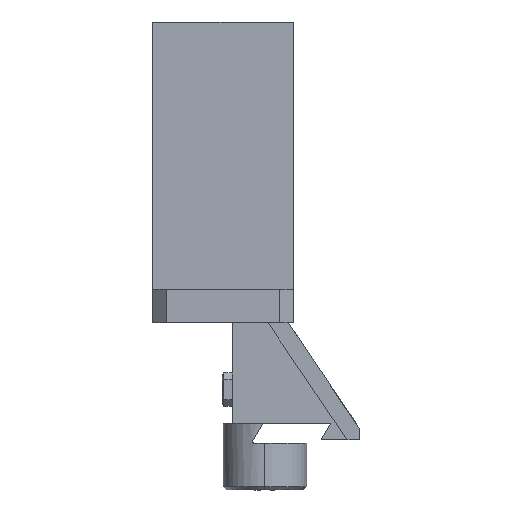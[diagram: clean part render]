
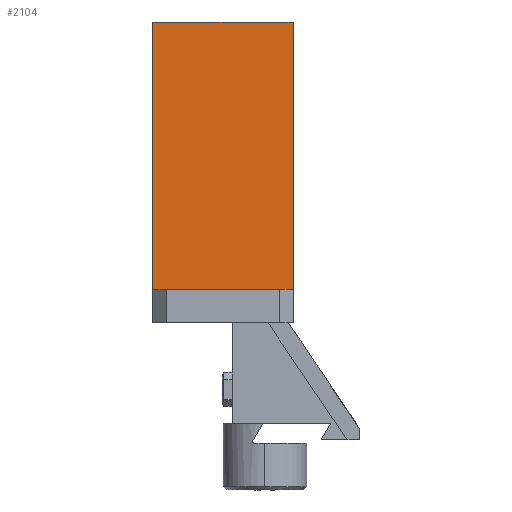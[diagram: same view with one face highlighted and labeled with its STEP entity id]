
A CAD part, front view. The second image highlights one B-rep face of the part: STEP entity #2104.
In plain terms, the highlighted planar face has unit normal (0, -1, 0).
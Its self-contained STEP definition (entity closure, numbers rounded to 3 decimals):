
#2077=AXIS2_PLACEMENT_3D('Plane Axis2P3D',#2074,#2075,#2076) ;
#1839=CARTESIAN_POINT('Line Origine',(0.,-11.5,10.)) ;
#1843=CARTESIAN_POINT('Vertex',(21.,-11.5,10.)) ;
#1845=CARTESIAN_POINT('Vertex',(-21.,-11.5,10.)) ;
#2074=CARTESIAN_POINT('Axis2P3D Location',(-21.,-11.5,90.)) ;
#2079=CARTESIAN_POINT('Line Origine',(-21.,-11.5,50.)) ;
#2083=CARTESIAN_POINT('Vertex',(-21.,-11.5,90.)) ;
#2086=CARTESIAN_POINT('Line Origine',(21.,-11.5,50.)) ;
#2090=CARTESIAN_POINT('Vertex',(21.,-11.5,90.)) ;
#2093=CARTESIAN_POINT('Line Origine',(0.,-11.5,90.)) ;
#1840=DIRECTION('Vector Direction',(-1.,0.,0.)) ;
#2075=DIRECTION('Axis2P3D Direction',(0.,-1.,0.)) ;
#2076=DIRECTION('Axis2P3D XDirection',(-1.,0.,0.)) ;
#2080=DIRECTION('Vector Direction',(0.,0.,1.)) ;
#2087=DIRECTION('Vector Direction',(0.,0.,-1.)) ;
#2094=DIRECTION('Vector Direction',(1.,0.,0.)) ;
#1841=VECTOR('Line Direction',#1840,1.) ;
#2081=VECTOR('Line Direction',#2080,1.) ;
#2088=VECTOR('Line Direction',#2087,1.) ;
#2095=VECTOR('Line Direction',#2094,1.) ;
#2099=ORIENTED_EDGE('',*,*,#2085,.F.) ;
#2100=ORIENTED_EDGE('',*,*,#1847,.F.) ;
#2101=ORIENTED_EDGE('',*,*,#2092,.F.) ;
#2102=ORIENTED_EDGE('',*,*,#2097,.F.) ;
#2104=ADVANCED_FACE('01_SCS01_\X2\89D2578B30AD30E330D330B930E930A430C930593063307D3093672C4F53\X0\',(#2103),#2078,.T.) ;
#1847=EDGE_CURVE('',#1844,#1846,#1842,.T.) ;
#2085=EDGE_CURVE('',#1846,#2084,#2082,.T.) ;
#2092=EDGE_CURVE('',#2091,#1844,#2089,.T.) ;
#2097=EDGE_CURVE('',#2084,#2091,#2096,.T.) ;
#2098=EDGE_LOOP('',(#2099,#2100,#2101,#2102)) ;
#2103=FACE_OUTER_BOUND('',#2098,.T.) ;
#1842=LINE('Line',#1839,#1841) ;
#2082=LINE('Line',#2079,#2081) ;
#2089=LINE('Line',#2086,#2088) ;
#2096=LINE('Line',#2093,#2095) ;
#2078=PLANE('Plane',#2077) ;
#1844=VERTEX_POINT('',#1843) ;
#1846=VERTEX_POINT('',#1845) ;
#2084=VERTEX_POINT('',#2083) ;
#2091=VERTEX_POINT('',#2090) ;
